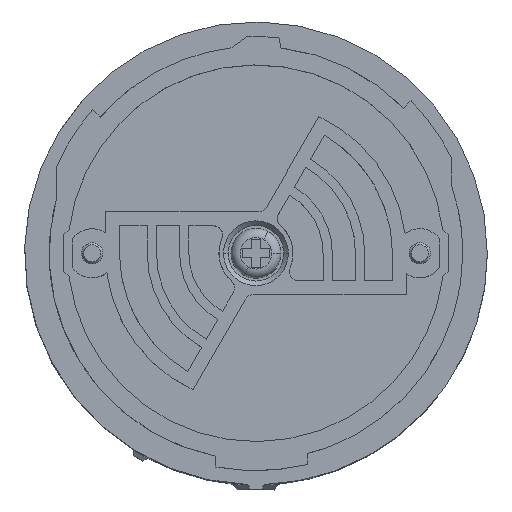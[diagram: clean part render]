
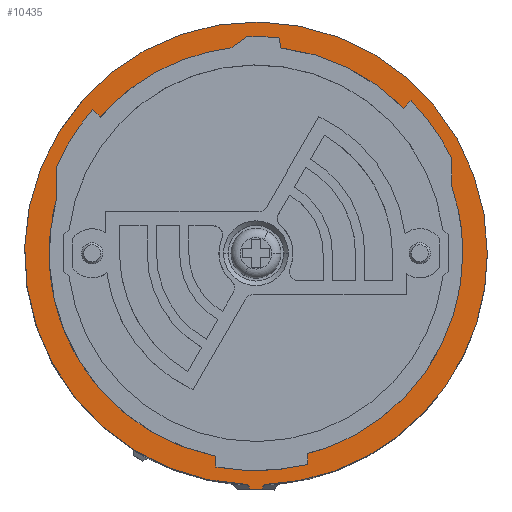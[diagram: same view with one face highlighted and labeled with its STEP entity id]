
A CAD part, top view. The second image highlights one B-rep face of the part: STEP entity #10435.
In plain terms, the highlighted planar face has unit normal (0, 0, 1).
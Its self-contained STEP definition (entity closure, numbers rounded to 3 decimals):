
#175 = EDGE_CURVE ( 'NONE', #6737, #13601, #16624, .T. ) ;
#301 = CARTESIAN_POINT ( 'NONE',  ( 0., 0., 40. ) ) ;
#480 = CIRCLE ( 'NONE', #11408, 22.05 ) ;
#948 = EDGE_CURVE ( 'NONE', #13692, #15303, #10174, .T. ) ;
#1185 = ORIENTED_EDGE ( 'NONE', *, *, #1888, .T. ) ;
#1560 = DIRECTION ( 'NONE',  ( 0., 0., 1. ) ) ;
#1570 = EDGE_CURVE ( 'NONE', #15303, #11203, #11719, .T. ) ;
#1767 = DIRECTION ( 'NONE',  ( 1., 0., 0. ) ) ;
#1888 = EDGE_CURVE ( 'NONE', #13601, #13425, #7966, .T. ) ;
#2177 = EDGE_CURVE ( 'NONE', #14937, #12752, #6955, .T. ) ;
#2454 = VERTEX_POINT ( 'NONE', #19092 ) ;
#2793 = CARTESIAN_POINT ( 'NONE',  ( 0.6, -25.5, 40. ) ) ;
#3054 = PLANE ( 'NONE',  #9243 ) ;
#3116 = CARTESIAN_POINT ( 'NONE',  ( 0., 0., 40. ) ) ;
#3157 = ORIENTED_EDGE ( 'NONE', *, *, #175, .T. ) ;
#3664 = CIRCLE ( 'NONE', #3976, 25. ) ;
#3734 = CARTESIAN_POINT ( 'NONE',  ( -0.6, -25.5, 40. ) ) ;
#3749 = CARTESIAN_POINT ( 'NONE',  ( 0.749, -25.242, 40. ) ) ;
#3797 = DIRECTION ( 'NONE',  ( 0., 0., 1. ) ) ;
#3823 = EDGE_CURVE ( 'NONE', #11203, #13692, #480, .T. ) ;
#3949 = ORIENTED_EDGE ( 'NONE', *, *, #8767, .T. ) ;
#3976 = AXIS2_PLACEMENT_3D ( 'NONE', #5351, #3797, #9489 ) ;
#4235 = AXIS2_PLACEMENT_3D ( 'NONE', #4627, #19343, #15009 ) ;
#4489 = CARTESIAN_POINT ( 'NONE',  ( -11.986, 21.94, 40. ) ) ;
#4619 = FACE_BOUND ( 'NONE', #5657, .T. ) ;
#4627 = CARTESIAN_POINT ( 'NONE',  ( 0., 0., 40. ) ) ;
#5325 = VERTEX_POINT ( 'NONE', #4489 ) ;
#5339 = DIRECTION ( 'NONE',  ( 0.5, -0.866, 0. ) ) ;
#5351 = CARTESIAN_POINT ( 'NONE',  ( 0., 0., 40. ) ) ;
#5657 = EDGE_LOOP ( 'NONE', ( #18211, #7737, #11150 ) ) ;
#5837 = CARTESIAN_POINT ( 'NONE',  ( -10.571, 19.351, 40. ) ) ;
#5859 = DIRECTION ( 'NONE',  ( 1., 0., 0. ) ) ;
#6028 = CARTESIAN_POINT ( 'NONE',  ( 0.898, -24.984, 40. ) ) ;
#6055 = CARTESIAN_POINT ( 'NONE',  ( 10.571, -19.351, 40. ) ) ;
#6272 = FACE_OUTER_BOUND ( 'NONE', #9090, .T. ) ;
#6416 = CIRCLE ( 'NONE', #4235, 25. ) ;
#6654 = EDGE_CURVE ( 'NONE', #2454, #14937, #8577, .T. ) ;
#6680 = VECTOR ( 'NONE', #8527, 1000. ) ;
#6737 = VERTEX_POINT ( 'NONE', #6028 ) ;
#6955 = LINE ( 'NONE', #14794, #6680 ) ;
#7242 = DIRECTION ( 'NONE',  ( 1., 0., 0. ) ) ;
#7330 = AXIS2_PLACEMENT_3D ( 'NONE', #9756, #15727, #15217 ) ;
#7737 = ORIENTED_EDGE ( 'NONE', *, *, #1570, .F. ) ;
#7920 = CARTESIAN_POINT ( 'NONE',  ( 22.05, 0., 40. ) ) ;
#7966 = CIRCLE ( 'NONE', #7330, 25. ) ;
#8350 = LINE ( 'NONE', #3749, #9851 ) ;
#8388 = CARTESIAN_POINT ( 'NONE',  ( -0.749, -25.242, 40. ) ) ;
#8527 = DIRECTION ( 'NONE',  ( 1., 0., 0. ) ) ;
#8577 = LINE ( 'NONE', #8388, #17042 ) ;
#8697 = EDGE_CURVE ( 'NONE', #12752, #6737, #8350, .T. ) ;
#8729 = ORIENTED_EDGE ( 'NONE', *, *, #14057, .T. ) ;
#8767 = EDGE_CURVE ( 'NONE', #5325, #2454, #6416, .T. ) ;
#8890 = DIRECTION ( 'NONE',  ( 0., 0., 1. ) ) ;
#8961 = ORIENTED_EDGE ( 'NONE', *, *, #2177, .T. ) ;
#9090 = EDGE_LOOP ( 'NONE', ( #14795, #3157, #1185, #8729, #3949, #10792, #8961 ) ) ;
#9106 = DIRECTION ( 'NONE',  ( 0., 0., 1. ) ) ;
#9243 = AXIS2_PLACEMENT_3D ( 'NONE', #12158, #1560, #1767 ) ;
#9420 = AXIS2_PLACEMENT_3D ( 'NONE', #13272, #19163, #13385 ) ;
#9489 = DIRECTION ( 'NONE',  ( 1., 0., 0. ) ) ;
#9756 = CARTESIAN_POINT ( 'NONE',  ( 0., 0., 40. ) ) ;
#9851 = VECTOR ( 'NONE', #9919, 1000. ) ;
#9919 = DIRECTION ( 'NONE',  ( 0.5, 0.866, 0. ) ) ;
#10090 = DIRECTION ( 'NONE',  ( 0., 0., 1. ) ) ;
#10174 = CIRCLE ( 'NONE', #12044, 22.05 ) ;
#10435 = ADVANCED_FACE ( 'NONE', ( #6272, #4619 ), #3054, .T. ) ;
#10792 = ORIENTED_EDGE ( 'NONE', *, *, #6654, .T. ) ;
#11051 = DIRECTION ( 'NONE',  ( 1., 0., 0. ) ) ;
#11150 = ORIENTED_EDGE ( 'NONE', *, *, #948, .F. ) ;
#11203 = VERTEX_POINT ( 'NONE', #5837 ) ;
#11408 = AXIS2_PLACEMENT_3D ( 'NONE', #301, #9106, #11051 ) ;
#11719 = CIRCLE ( 'NONE', #17699, 22.05 ) ;
#12044 = AXIS2_PLACEMENT_3D ( 'NONE', #19029, #10090, #7242 ) ;
#12158 = CARTESIAN_POINT ( 'NONE',  ( 0., 22.05, 40. ) ) ;
#12752 = VERTEX_POINT ( 'NONE', #2793 ) ;
#13122 = CARTESIAN_POINT ( 'NONE',  ( 11.986, -21.94, 40. ) ) ;
#13272 = CARTESIAN_POINT ( 'NONE',  ( 0., 0., 40. ) ) ;
#13385 = DIRECTION ( 'NONE',  ( 1., 0., 0. ) ) ;
#13425 = VERTEX_POINT ( 'NONE', #17064 ) ;
#13601 = VERTEX_POINT ( 'NONE', #13122 ) ;
#13692 = VERTEX_POINT ( 'NONE', #6055 ) ;
#14057 = EDGE_CURVE ( 'NONE', #13425, #5325, #3664, .T. ) ;
#14794 = CARTESIAN_POINT ( 'NONE',  ( 0., -25.5, 40. ) ) ;
#14795 = ORIENTED_EDGE ( 'NONE', *, *, #8697, .T. ) ;
#14937 = VERTEX_POINT ( 'NONE', #3734 ) ;
#15009 = DIRECTION ( 'NONE',  ( 1., 0., 0. ) ) ;
#15217 = DIRECTION ( 'NONE',  ( 1., 0., 0. ) ) ;
#15303 = VERTEX_POINT ( 'NONE', #7920 ) ;
#15727 = DIRECTION ( 'NONE',  ( 0., 0., 1. ) ) ;
#16624 = CIRCLE ( 'NONE', #9420, 25. ) ;
#17042 = VECTOR ( 'NONE', #5339, 1000. ) ;
#17064 = CARTESIAN_POINT ( 'NONE',  ( 25., 0., 40. ) ) ;
#17699 = AXIS2_PLACEMENT_3D ( 'NONE', #3116, #8890, #5859 ) ;
#18211 = ORIENTED_EDGE ( 'NONE', *, *, #3823, .F. ) ;
#19029 = CARTESIAN_POINT ( 'NONE',  ( 0., 0., 40. ) ) ;
#19092 = CARTESIAN_POINT ( 'NONE',  ( -0.898, -24.984, 40. ) ) ;
#19163 = DIRECTION ( 'NONE',  ( 0., 0., 1. ) ) ;
#19343 = DIRECTION ( 'NONE',  ( 0., 0., 1. ) ) ;
